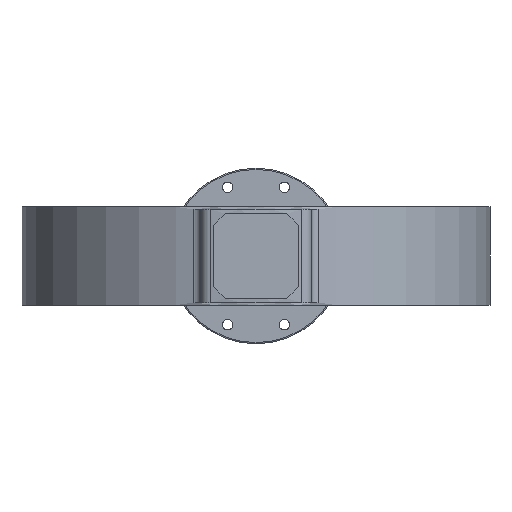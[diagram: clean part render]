
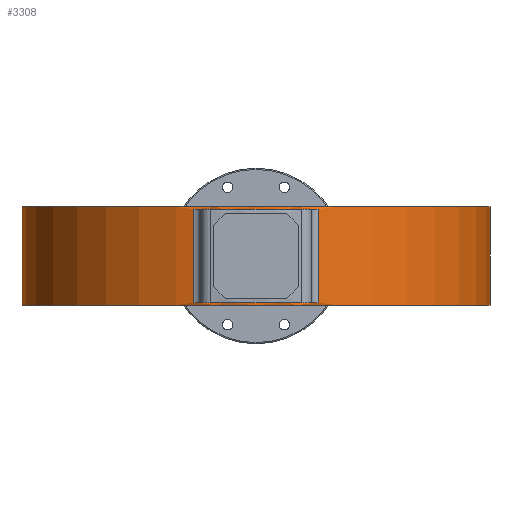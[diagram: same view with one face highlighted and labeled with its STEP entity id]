
A CAD part, front view. The second image highlights one B-rep face of the part: STEP entity #3308.
In plain terms, the highlighted cylindrical face has radius 400 mm (diameter 800 mm), a partial arc.
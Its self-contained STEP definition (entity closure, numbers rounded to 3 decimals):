
#252 = LINE ( 'NONE', #4382, #259 ) ;
#259 = VECTOR ( 'NONE', #4377, 1000. ) ;
#260 = LINE ( 'NONE', #4386, #262 ) ;
#262 = VECTOR ( 'NONE', #4381, 1000. ) ;
#274 = CIRCLE ( 'NONE', #1260, 400. ) ;
#339 = CIRCLE ( 'NONE', #1275, 400. ) ;
#341 = CIRCLE ( 'NONE', #1276, 400. ) ;
#342 = CIRCLE ( 'NONE', #1277, 400. ) ;
#343 = LINE ( 'NONE', #4855, #345 ) ;
#345 = VECTOR ( 'NONE', #4856, 1000. ) ;
#346 = LINE ( 'NONE', #4864, #348 ) ;
#348 = VECTOR ( 'NONE', #4860, 1000. ) ;
#704 = EDGE_CURVE ( 'NONE', #6362, #5557, #252, .T. ) ;
#706 = EDGE_CURVE ( 'NONE', #5553, #5556, #260, .T. ) ;
#718 = EDGE_CURVE ( 'NONE', #4724, #4723, #274, .T. ) ;
#778 = EDGE_CURVE ( 'NONE', #5553, #6362, #339, .T. ) ;
#779 = EDGE_CURVE ( 'NONE', #5556, #5557, #341, .T. ) ;
#780 = EDGE_CURVE ( 'NONE', #4724, #5900, #343, .T. ) ;
#781 = EDGE_CURVE ( 'NONE', #5900, #5903, #342, .T. ) ;
#782 = EDGE_CURVE ( 'NONE', #5903, #4723, #346, .T. ) ;
#1260 = AXIS2_PLACEMENT_3D ( 'NONE', #4422, #4423, #4424 ) ;
#1275 = AXIS2_PLACEMENT_3D ( 'NONE', #4857, #4858, #4859 ) ;
#1276 = AXIS2_PLACEMENT_3D ( 'NONE', #4861, #4862, #4863 ) ;
#1277 = AXIS2_PLACEMENT_3D ( 'NONE', #4865, #4866, #4867 ) ;
#1787 = DIRECTION ( 'NONE',  ( -1., 0., 0. ) ) ;
#1791 = CARTESIAN_POINT ( 'NONE',  ( 0., 0., 84. ) ) ;
#1792 = DIRECTION ( 'NONE',  ( 0., 0., -1. ) ) ;
#2195 = FACE_OUTER_BOUND ( 'NONE', #5582, .T. ) ;
#2200 = FACE_BOUND ( 'NONE', #5574, .T. ) ;
#2202 = CYLINDRICAL_SURFACE ( 'NONE', #2995, 400. ) ;
#2995 = AXIS2_PLACEMENT_3D ( 'NONE', #1791, #1792, #1787 ) ;
#3308 = ADVANCED_FACE ( 'NONE', ( #2195, #2200 ), #2202, .T. ) ;
#3659 = CARTESIAN_POINT ( 'NONE',  ( 106.024, -385.693, -79.5 ) ) ;
#3661 = CARTESIAN_POINT ( 'NONE',  ( -106.024, -385.693, -79.5 ) ) ;
#3874 = CARTESIAN_POINT ( 'NONE',  ( -400., 0., 84. ) ) ;
#3877 = CARTESIAN_POINT ( 'NONE',  ( -400., 0., -84. ) ) ;
#3878 = CARTESIAN_POINT ( 'NONE',  ( 400., 0., -84. ) ) ;
#3931 = CARTESIAN_POINT ( 'NONE',  ( -106.024, -385.693, 79.5 ) ) ;
#3933 = CARTESIAN_POINT ( 'NONE',  ( 106.024, -385.693, 79.5 ) ) ;
#4377 = DIRECTION ( 'NONE',  ( 0., 0., -1. ) ) ;
#4381 = DIRECTION ( 'NONE',  ( 0., 0., -1. ) ) ;
#4382 = CARTESIAN_POINT ( 'NONE',  ( 400., 0., 84. ) ) ;
#4386 = CARTESIAN_POINT ( 'NONE',  ( -400., 0., 84. ) ) ;
#4422 = CARTESIAN_POINT ( 'NONE',  ( 0., 0., -79.5 ) ) ;
#4423 = DIRECTION ( 'NONE',  ( 0., 0., 1. ) ) ;
#4424 = DIRECTION ( 'NONE',  ( 1., 0., 0. ) ) ;
#4723 = VERTEX_POINT ( 'NONE', #3659 ) ;
#4724 = VERTEX_POINT ( 'NONE', #3661 ) ;
#4855 = CARTESIAN_POINT ( 'NONE',  ( -106.024, -385.693, 84. ) ) ;
#4856 = DIRECTION ( 'NONE',  ( 0., 0., 1. ) ) ;
#4857 = CARTESIAN_POINT ( 'NONE',  ( 0., 0., 84. ) ) ;
#4858 = DIRECTION ( 'NONE',  ( 0., 0., 1. ) ) ;
#4859 = DIRECTION ( 'NONE',  ( 1., 0., 0. ) ) ;
#4860 = DIRECTION ( 'NONE',  ( 0., 0., -1. ) ) ;
#4861 = CARTESIAN_POINT ( 'NONE',  ( 0., 0., -84. ) ) ;
#4862 = DIRECTION ( 'NONE',  ( 0., 0., 1. ) ) ;
#4863 = DIRECTION ( 'NONE',  ( 1., 0., 0. ) ) ;
#4864 = CARTESIAN_POINT ( 'NONE',  ( 106.024, -385.693, 84. ) ) ;
#4865 = CARTESIAN_POINT ( 'NONE',  ( 0., 0., 79.5 ) ) ;
#4866 = DIRECTION ( 'NONE',  ( 0., 0., 1. ) ) ;
#4867 = DIRECTION ( 'NONE',  ( 1., 0., 0. ) ) ;
#5318 = CARTESIAN_POINT ( 'NONE',  ( 400., 0., 84. ) ) ;
#5553 = VERTEX_POINT ( 'NONE', #3874 ) ;
#5556 = VERTEX_POINT ( 'NONE', #3877 ) ;
#5557 = VERTEX_POINT ( 'NONE', #3878 ) ;
#5574 = EDGE_LOOP ( 'NONE', ( #6296, #6297, #6298, #6299 ) ) ;
#5582 = EDGE_LOOP ( 'NONE', ( #6292, #6293, #6294, #6295 ) ) ;
#5900 = VERTEX_POINT ( 'NONE', #3931 ) ;
#5903 = VERTEX_POINT ( 'NONE', #3933 ) ;
#6292 = ORIENTED_EDGE ( 'NONE', *, *, #704, .F. ) ;
#6293 = ORIENTED_EDGE ( 'NONE', *, *, #778, .F. ) ;
#6294 = ORIENTED_EDGE ( 'NONE', *, *, #706, .T. ) ;
#6295 = ORIENTED_EDGE ( 'NONE', *, *, #779, .T. ) ;
#6296 = ORIENTED_EDGE ( 'NONE', *, *, #718, .F. ) ;
#6297 = ORIENTED_EDGE ( 'NONE', *, *, #780, .T. ) ;
#6298 = ORIENTED_EDGE ( 'NONE', *, *, #781, .T. ) ;
#6299 = ORIENTED_EDGE ( 'NONE', *, *, #782, .T. ) ;
#6362 = VERTEX_POINT ( 'NONE', #5318 ) ;
